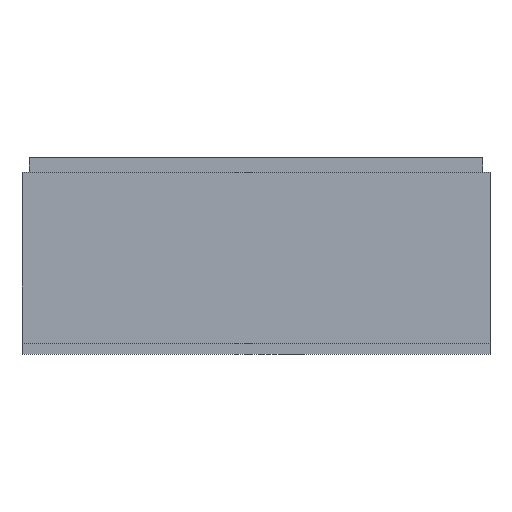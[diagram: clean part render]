
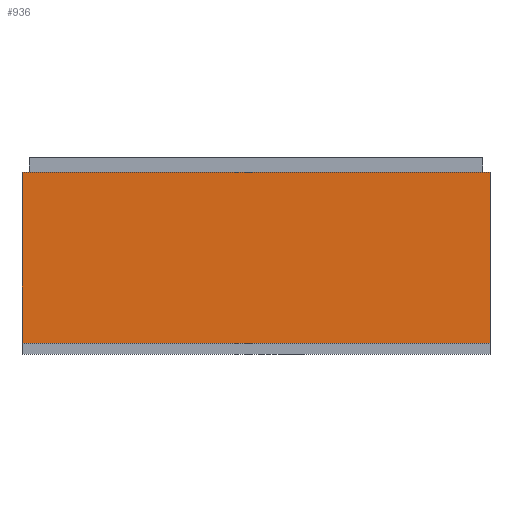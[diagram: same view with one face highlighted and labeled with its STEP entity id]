
A CAD part, front view. The second image highlights one B-rep face of the part: STEP entity #936.
In plain terms, the highlighted planar face has unit normal (0, -1, 0).
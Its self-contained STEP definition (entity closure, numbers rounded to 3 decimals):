
#144 = VERTEX_POINT('',#145);
#145 = CARTESIAN_POINT('',(0.,-70.,0.75));
#159 = PLANE('',#160);
#160 = AXIS2_PLACEMENT_3D('',#161,#162,#163);
#161 = CARTESIAN_POINT('',(63.,-70.,-0.75));
#162 = DIRECTION('',(0.,-1.,0.));
#163 = DIRECTION('',(-1.,0.,0.));
#185 = PLANE('',#186);
#186 = AXIS2_PLACEMENT_3D('',#187,#188,#189);
#187 = CARTESIAN_POINT('',(0.,-70.,0.75));
#188 = DIRECTION('',(-1.,0.,0.));
#189 = DIRECTION('',(0.,1.,0.));
#224 = VERTEX_POINT('',#225);
#225 = CARTESIAN_POINT('',(63.,-70.,0.75));
#239 = PLANE('',#240);
#240 = AXIS2_PLACEMENT_3D('',#241,#242,#243);
#241 = CARTESIAN_POINT('',(63.,0.,0.75));
#242 = DIRECTION('',(1.,0.,0.));
#243 = DIRECTION('',(0.,-1.,0.));
#400 = PLANE('',#401);
#401 = AXIS2_PLACEMENT_3D('',#402,#403,#404);
#402 = CARTESIAN_POINT('',(31.5,-35.,23.75));
#403 = DIRECTION('',(0.,0.,1.));
#404 = DIRECTION('',(1.,0.,0.));
#437 = EDGE_CURVE('',#224,#144,#438,.T.);
#438 = SURFACE_CURVE('',#439,(#443,#450),.PCURVE_S1.);
#439 = LINE('',#440,#441);
#440 = CARTESIAN_POINT('',(63.,-70.,0.75));
#441 = VECTOR('',#442,1.);
#442 = DIRECTION('',(-1.,0.,0.));
#443 = PCURVE('',#159,#444);
#444 = DEFINITIONAL_REPRESENTATION('',(#445),#449);
#445 = LINE('',#446,#447);
#446 = CARTESIAN_POINT('',(0.,-1.5));
#447 = VECTOR('',#448,1.);
#448 = DIRECTION('',(1.,0.));
#449 = ( GEOMETRIC_REPRESENTATION_CONTEXT(2) 
PARAMETRIC_REPRESENTATION_CONTEXT() REPRESENTATION_CONTEXT('2D SPACE',''
  ) );
#450 = PCURVE('',#451,#456);
#451 = PLANE('',#452);
#452 = AXIS2_PLACEMENT_3D('',#453,#454,#455);
#453 = CARTESIAN_POINT('',(63.,-70.,0.75));
#454 = DIRECTION('',(0.,-1.,0.));
#455 = DIRECTION('',(-1.,0.,0.));
#456 = DEFINITIONAL_REPRESENTATION('',(#457),#461);
#457 = LINE('',#458,#459);
#458 = CARTESIAN_POINT('',(0.,-0.));
#459 = VECTOR('',#460,1.);
#460 = DIRECTION('',(1.,0.));
#461 = ( GEOMETRIC_REPRESENTATION_CONTEXT(2) 
PARAMETRIC_REPRESENTATION_CONTEXT() REPRESENTATION_CONTEXT('2D SPACE',''
  ) );
#469 = EDGE_CURVE('',#144,#470,#472,.T.);
#470 = VERTEX_POINT('',#471);
#471 = CARTESIAN_POINT('',(0.,-70.,23.75));
#472 = SURFACE_CURVE('',#473,(#477,#484),.PCURVE_S1.);
#473 = LINE('',#474,#475);
#474 = CARTESIAN_POINT('',(0.,-70.,0.75));
#475 = VECTOR('',#476,1.);
#476 = DIRECTION('',(0.,0.,1.));
#477 = PCURVE('',#185,#478);
#478 = DEFINITIONAL_REPRESENTATION('',(#479),#483);
#479 = LINE('',#480,#481);
#480 = CARTESIAN_POINT('',(0.,0.));
#481 = VECTOR('',#482,1.);
#482 = DIRECTION('',(0.,-1.));
#483 = ( GEOMETRIC_REPRESENTATION_CONTEXT(2) 
PARAMETRIC_REPRESENTATION_CONTEXT() REPRESENTATION_CONTEXT('2D SPACE',''
  ) );
#484 = PCURVE('',#451,#485);
#485 = DEFINITIONAL_REPRESENTATION('',(#486),#490);
#486 = LINE('',#487,#488);
#487 = CARTESIAN_POINT('',(63.,0.));
#488 = VECTOR('',#489,1.);
#489 = DIRECTION('',(0.,-1.));
#490 = ( GEOMETRIC_REPRESENTATION_CONTEXT(2) 
PARAMETRIC_REPRESENTATION_CONTEXT() REPRESENTATION_CONTEXT('2D SPACE',''
  ) );
#627 = VERTEX_POINT('',#628);
#628 = CARTESIAN_POINT('',(63.,-70.,23.75));
#649 = EDGE_CURVE('',#224,#627,#650,.T.);
#650 = SURFACE_CURVE('',#651,(#655,#662),.PCURVE_S1.);
#651 = LINE('',#652,#653);
#652 = CARTESIAN_POINT('',(63.,-70.,0.75));
#653 = VECTOR('',#654,1.);
#654 = DIRECTION('',(0.,0.,1.));
#655 = PCURVE('',#239,#656);
#656 = DEFINITIONAL_REPRESENTATION('',(#657),#661);
#657 = LINE('',#658,#659);
#658 = CARTESIAN_POINT('',(70.,0.));
#659 = VECTOR('',#660,1.);
#660 = DIRECTION('',(0.,-1.));
#661 = ( GEOMETRIC_REPRESENTATION_CONTEXT(2) 
PARAMETRIC_REPRESENTATION_CONTEXT() REPRESENTATION_CONTEXT('2D SPACE',''
  ) );
#662 = PCURVE('',#451,#663);
#663 = DEFINITIONAL_REPRESENTATION('',(#664),#668);
#664 = LINE('',#665,#666);
#665 = CARTESIAN_POINT('',(0.,-0.));
#666 = VECTOR('',#667,1.);
#667 = DIRECTION('',(0.,-1.));
#668 = ( GEOMETRIC_REPRESENTATION_CONTEXT(2) 
PARAMETRIC_REPRESENTATION_CONTEXT() REPRESENTATION_CONTEXT('2D SPACE',''
  ) );
#730 = EDGE_CURVE('',#627,#470,#731,.T.);
#731 = SURFACE_CURVE('',#732,(#736,#743),.PCURVE_S1.);
#732 = LINE('',#733,#734);
#733 = CARTESIAN_POINT('',(63.,-70.,23.75));
#734 = VECTOR('',#735,1.);
#735 = DIRECTION('',(-1.,0.,0.));
#736 = PCURVE('',#400,#737);
#737 = DEFINITIONAL_REPRESENTATION('',(#738),#742);
#738 = LINE('',#739,#740);
#739 = CARTESIAN_POINT('',(31.5,-35.));
#740 = VECTOR('',#741,1.);
#741 = DIRECTION('',(-1.,0.));
#742 = ( GEOMETRIC_REPRESENTATION_CONTEXT(2) 
PARAMETRIC_REPRESENTATION_CONTEXT() REPRESENTATION_CONTEXT('2D SPACE',''
  ) );
#743 = PCURVE('',#451,#744);
#744 = DEFINITIONAL_REPRESENTATION('',(#745),#749);
#745 = LINE('',#746,#747);
#746 = CARTESIAN_POINT('',(0.,-23.));
#747 = VECTOR('',#748,1.);
#748 = DIRECTION('',(1.,0.));
#749 = ( GEOMETRIC_REPRESENTATION_CONTEXT(2) 
PARAMETRIC_REPRESENTATION_CONTEXT() REPRESENTATION_CONTEXT('2D SPACE',''
  ) );
#936 = ADVANCED_FACE('',(#937),#451,.T.);
#937 = FACE_BOUND('',#938,.T.);
#938 = EDGE_LOOP('',(#939,#940,#941,#942));
#939 = ORIENTED_EDGE('',*,*,#437,.F.);
#940 = ORIENTED_EDGE('',*,*,#649,.T.);
#941 = ORIENTED_EDGE('',*,*,#730,.T.);
#942 = ORIENTED_EDGE('',*,*,#469,.F.);
